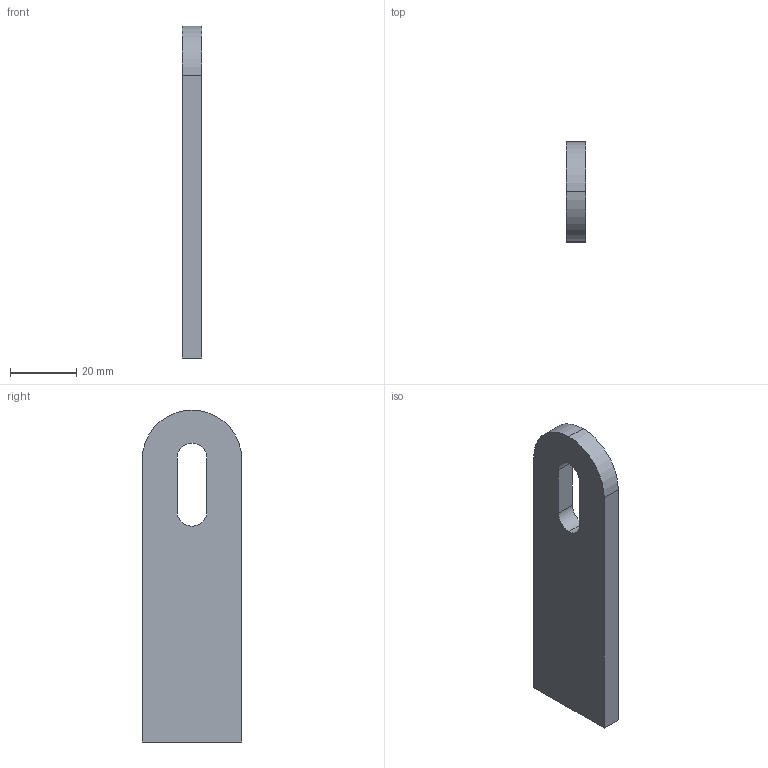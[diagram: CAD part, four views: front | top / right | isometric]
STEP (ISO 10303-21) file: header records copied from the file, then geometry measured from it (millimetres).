
FILE_DESCRIPTION (( 'STEP AP203' ), '1' );
FILE_NAME ('54112-ST.step', '2019-02-20T13:30:03', ( '' ), ( '' ), 'SwSTEP 2.0', 'SolidWorks 2015', '' );
FILE_SCHEMA (( 'CONFIG_CONTROL_DESIGN' ));
Length unit declared in the file: millimetre
Products named in the file (1): 54112-ST
Bounding box: 6 x 30 x 100 mm (x, y, z)
Volume: 16174.7 mm3; surface area: 7241 mm2
Topology: 1 solids, 1 shells, 214 faces, 576 edges, 384 vertices
Faces by surface type: plane 132, bspline 77, cylinder 5
Entity records: 10437 total; most frequent: CARTESIAN_POINT 5500, ORIENTED_EDGE 1152, DIRECTION 708, EDGE_CURVE 576, LINE 412, VECTOR 412, VERTEX_POINT 384, EDGE_LOOP 236
